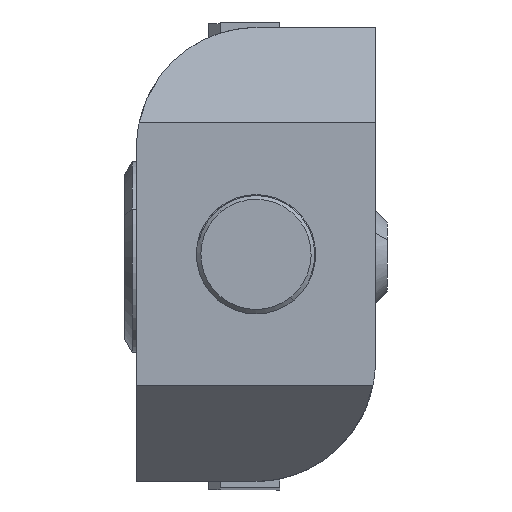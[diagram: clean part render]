
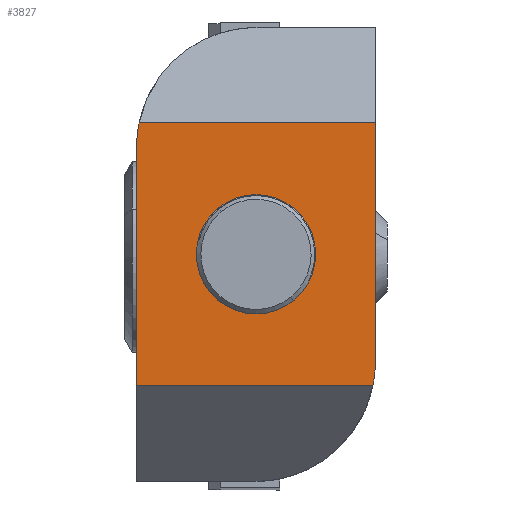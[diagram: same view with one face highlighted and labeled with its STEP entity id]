
A CAD part, top view. The second image highlights one B-rep face of the part: STEP entity #3827.
In plain terms, the highlighted face is planar.
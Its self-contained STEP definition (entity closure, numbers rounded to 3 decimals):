
#201 = DIRECTION ( 'NONE',  ( 0., 0., 1. ) ) ;
#308 = CIRCLE ( 'NONE', #5465, 2.5 ) ;
#542 = VERTEX_POINT ( 'NONE', #4267 ) ;
#708 = ORIENTED_EDGE ( 'NONE', *, *, #6347, .F. ) ;
#755 = VERTEX_POINT ( 'NONE', #2757 ) ;
#760 = VECTOR ( 'NONE', #7060, 1000. ) ;
#852 = CARTESIAN_POINT ( 'NONE',  ( 15., -6., 9.899 ) ) ;
#905 = CARTESIAN_POINT ( 'NONE',  ( 15., -6., 10. ) ) ;
#920 = ORIENTED_EDGE ( 'NONE', *, *, #1851, .F. ) ;
#1380 = VERTEX_POINT ( 'NONE', #5861 ) ;
#1414 = CARTESIAN_POINT ( 'NONE',  ( 15., -6., 0. ) ) ;
#1451 = VERTEX_POINT ( 'NONE', #1608 ) ;
#1474 = VERTEX_POINT ( 'NONE', #8163 ) ;
#1505 = DIRECTION ( 'NONE',  ( 0., 1., 0. ) ) ;
#1608 = CARTESIAN_POINT ( 'NONE',  ( 4., -6., 0.101 ) ) ;
#1744 = VERTEX_POINT ( 'NONE', #6263 ) ;
#1827 = EDGE_CURVE ( 'NONE', #542, #1744, #7740, .T. ) ;
#1851 = EDGE_CURVE ( 'NONE', #1744, #1451, #6366, .T. ) ;
#1922 = DIRECTION ( 'NONE',  ( 0., 1., 0. ) ) ;
#1934 = AXIS2_PLACEMENT_3D ( 'NONE', #5438, #1922, #4748 ) ;
#2152 = DIRECTION ( 'NONE',  ( 0., -1., 0. ) ) ;
#2520 = AXIS2_PLACEMENT_3D ( 'NONE', #3639, #3817, #8025 ) ;
#2559 = EDGE_CURVE ( 'NONE', #5930, #542, #4488, .T. ) ;
#2612 = EDGE_CURVE ( 'NONE', #1380, #1474, #7383, .T. ) ;
#2642 = CARTESIAN_POINT ( 'NONE',  ( 4., -6., 10. ) ) ;
#2757 = CARTESIAN_POINT ( 'NONE',  ( 14., -6., 10. ) ) ;
#2787 = CARTESIAN_POINT ( 'NONE',  ( 4., -6., 10. ) ) ;
#2856 = CARTESIAN_POINT ( 'NONE',  ( 15., -6., 10. ) ) ;
#3421 = DIRECTION ( 'NONE',  ( 0., 0., 1. ) ) ;
#3486 = CARTESIAN_POINT ( 'NONE',  ( 9.5, -6., 5. ) ) ;
#3548 = LINE ( 'NONE', #2856, #7110 ) ;
#3584 = FACE_OUTER_BOUND ( 'NONE', #4542, .T. ) ;
#3639 = CARTESIAN_POINT ( 'NONE',  ( 14., -6., 5. ) ) ;
#3696 = ORIENTED_EDGE ( 'NONE', *, *, #7563, .F. ) ;
#3817 = DIRECTION ( 'NONE',  ( 0., 1., 0. ) ) ;
#3820 = ORIENTED_EDGE ( 'NONE', *, *, #7903, .F. ) ;
#3827 = ADVANCED_FACE ( 'NONE', ( #3584, #4327 ), #4415, .F. ) ;
#4066 = LINE ( 'NONE', #2642, #6588 ) ;
#4162 = VERTEX_POINT ( 'NONE', #2787 ) ;
#4267 = CARTESIAN_POINT ( 'NONE',  ( 15., -6., 0. ) ) ;
#4327 = FACE_BOUND ( 'NONE', #8690, .T. ) ;
#4415 = PLANE ( 'NONE',  #6582 ) ;
#4441 = CARTESIAN_POINT ( 'NONE',  ( 15., -6., 10. ) ) ;
#4483 = ORIENTED_EDGE ( 'NONE', *, *, #5535, .F. ) ;
#4488 = LINE ( 'NONE', #4441, #8122 ) ;
#4542 = EDGE_LOOP ( 'NONE', ( #3696, #4483, #708, #920, #7271, #5104 ) ) ;
#4748 = DIRECTION ( 'NONE',  ( -1., 0., 0. ) ) ;
#5104 = ORIENTED_EDGE ( 'NONE', *, *, #2559, .F. ) ;
#5438 = CARTESIAN_POINT ( 'NONE',  ( 5., -6., 5. ) ) ;
#5465 = AXIS2_PLACEMENT_3D ( 'NONE', #3486, #2152, #7640 ) ;
#5535 = EDGE_CURVE ( 'NONE', #4162, #755, #3548, .T. ) ;
#5861 = CARTESIAN_POINT ( 'NONE',  ( 9.5, -6., 7.5 ) ) ;
#5930 = VERTEX_POINT ( 'NONE', #852 ) ;
#6263 = CARTESIAN_POINT ( 'NONE',  ( 5., -6., 0. ) ) ;
#6347 = EDGE_CURVE ( 'NONE', #1451, #4162, #4066, .T. ) ;
#6366 = CIRCLE ( 'NONE', #1934, 5. ) ;
#6509 = CIRCLE ( 'NONE', #2520, 5. ) ;
#6582 = AXIS2_PLACEMENT_3D ( 'NONE', #905, #1505, #7229 ) ;
#6588 = VECTOR ( 'NONE', #3421, 1000. ) ;
#6616 = DIRECTION ( 'NONE',  ( 0., 0., -1. ) ) ;
#6741 = ORIENTED_EDGE ( 'NONE', *, *, #2612, .F. ) ;
#6947 = AXIS2_PLACEMENT_3D ( 'NONE', #8644, #7171, #201 ) ;
#7060 = DIRECTION ( 'NONE',  ( -1., 0., 0. ) ) ;
#7110 = VECTOR ( 'NONE', #8752, 1000. ) ;
#7171 = DIRECTION ( 'NONE',  ( 0., -1., 0. ) ) ;
#7229 = DIRECTION ( 'NONE',  ( -1., 0., 0. ) ) ;
#7271 = ORIENTED_EDGE ( 'NONE', *, *, #1827, .F. ) ;
#7383 = CIRCLE ( 'NONE', #6947, 2.5 ) ;
#7563 = EDGE_CURVE ( 'NONE', #755, #5930, #6509, .T. ) ;
#7640 = DIRECTION ( 'NONE',  ( 0., 0., 1. ) ) ;
#7740 = LINE ( 'NONE', #1414, #760 ) ;
#7903 = EDGE_CURVE ( 'NONE', #1474, #1380, #308, .T. ) ;
#8025 = DIRECTION ( 'NONE',  ( -1., 0., 0. ) ) ;
#8122 = VECTOR ( 'NONE', #6616, 1000. ) ;
#8163 = CARTESIAN_POINT ( 'NONE',  ( 9.5, -6., 2.5 ) ) ;
#8644 = CARTESIAN_POINT ( 'NONE',  ( 9.5, -6., 5. ) ) ;
#8690 = EDGE_LOOP ( 'NONE', ( #6741, #3820 ) ) ;
#8752 = DIRECTION ( 'NONE',  ( 1., 0., 0. ) ) ;
